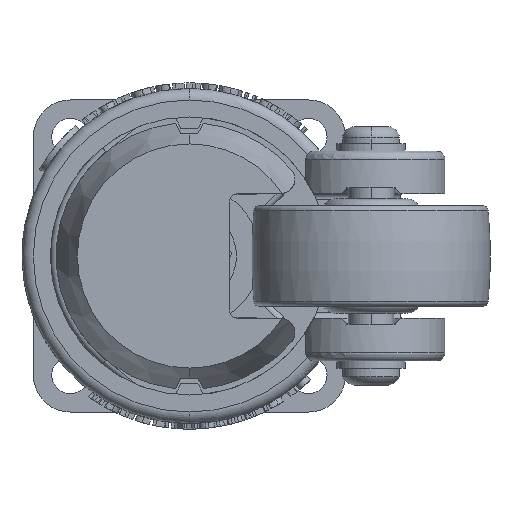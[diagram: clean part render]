
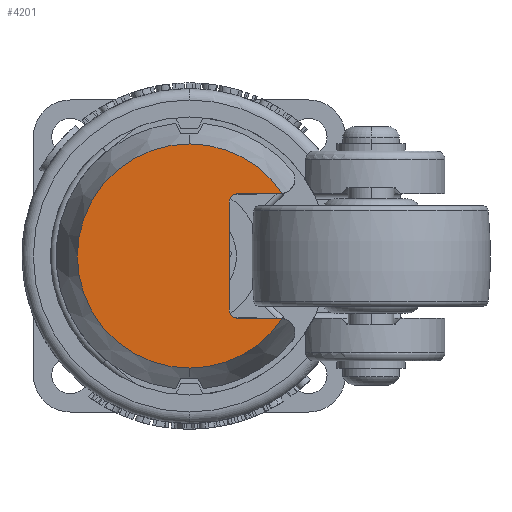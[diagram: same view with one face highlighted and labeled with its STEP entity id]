
A CAD part, front view. The second image highlights one B-rep face of the part: STEP entity #4201.
In plain terms, the highlighted planar face has unit normal (0, -1, 0).
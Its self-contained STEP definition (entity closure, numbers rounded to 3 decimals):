
#279 = CARTESIAN_POINT ( 'NONE',  ( 0., -11.414, -19.75 ) ) ;
#1641 = ORIENTED_EDGE ( 'NONE', *, *, #54747, .T. ) ;
#2285 = CIRCLE ( 'NONE', #15503, 19.75 ) ;
#2794 = CARTESIAN_POINT ( 'NONE',  ( 8.5, -11.414, 11. ) ) ;
#4201 = ADVANCED_FACE ( 'NONE', ( #50161 ), #8401, .F. ) ;
#4716 = CARTESIAN_POINT ( 'NONE',  ( 8.5, -11.414, -11. ) ) ;
#4974 = DIRECTION ( 'NONE',  ( 0., 0., -1. ) ) ;
#5722 = CARTESIAN_POINT ( 'NONE',  ( 0., -11.414, 0. ) ) ;
#6716 = AXIS2_PLACEMENT_3D ( 'NONE', #5722, #42378, #10990 ) ;
#7044 = CIRCLE ( 'NONE', #46787, 1.5 ) ;
#8401 = PLANE ( 'NONE',  #9190 ) ;
#8903 = DIRECTION ( 'NONE',  ( 0., -1., 0. ) ) ;
#9190 = AXIS2_PLACEMENT_3D ( 'NONE', #60609, #18912, #55568 ) ;
#9198 = CIRCLE ( 'NONE', #33537, 19.75 ) ;
#10117 = EDGE_CURVE ( 'NONE', #65817, #28972, #2285, .T. ) ;
#10990 = DIRECTION ( 'NONE',  ( 0., 0., -1. ) ) ;
#12310 = DIRECTION ( 'NONE',  ( 0., 0., 1. ) ) ;
#12539 = ORIENTED_EDGE ( 'NONE', *, *, #67567, .T. ) ;
#13270 = CARTESIAN_POINT ( 'NONE',  ( 8.5, -11.414, -9.5 ) ) ;
#14945 = EDGE_CURVE ( 'NONE', #20912, #60256, #7044, .T. ) ;
#15503 = AXIS2_PLACEMENT_3D ( 'NONE', #29221, #65865, #34511 ) ;
#17255 = CARTESIAN_POINT ( 'NONE',  ( 16.086, -11.414, 11. ) ) ;
#17714 = CARTESIAN_POINT ( 'NONE',  ( 8.5, -11.414, 9.5 ) ) ;
#18515 = DIRECTION ( 'NONE',  ( 0., 0., 1. ) ) ;
#18912 = DIRECTION ( 'NONE',  ( 0., 1., 0. ) ) ;
#19284 = ORIENTED_EDGE ( 'NONE', *, *, #55255, .T. ) ;
#19854 = EDGE_LOOP ( 'NONE', ( #53292, #46850, #19284, #1641, #61180, #66687, #12539, #54687, #63929, #61244 ) ) ;
#20715 = AXIS2_PLACEMENT_3D ( 'NONE', #56716, #25315, #62001 ) ;
#20912 = VERTEX_POINT ( 'NONE', #4716 ) ;
#22940 = DIRECTION ( 'NONE',  ( 0., 0., 1. ) ) ;
#25315 = DIRECTION ( 'NONE',  ( 0., -1., 0. ) ) ;
#27638 = CARTESIAN_POINT ( 'NONE',  ( 7., -11.414, -9.5 ) ) ;
#27877 = CARTESIAN_POINT ( 'NONE',  ( 7., -11.414, -11. ) ) ;
#28889 = CARTESIAN_POINT ( 'NONE',  ( 16.391, -11.414, 11.019 ) ) ;
#28972 = VERTEX_POINT ( 'NONE', #29407 ) ;
#29221 = CARTESIAN_POINT ( 'NONE',  ( 0., -11.414, 0. ) ) ;
#29407 = CARTESIAN_POINT ( 'NONE',  ( 16.391, -11.414, -11.019 ) ) ;
#30069 = CARTESIAN_POINT ( 'NONE',  ( 40., -11.414, 11. ) ) ;
#30906 = VERTEX_POINT ( 'NONE', #17255 ) ;
#30946 = LINE ( 'NONE', #27877, #43232 ) ;
#30992 = EDGE_CURVE ( 'NONE', #52568, #52790, #50222, .T. ) ;
#31402 = CARTESIAN_POINT ( 'NONE',  ( 16.086, -11.414, -11. ) ) ;
#31800 = EDGE_CURVE ( 'NONE', #52790, #30906, #44424, .T. ) ;
#32213 = AXIS2_PLACEMENT_3D ( 'NONE', #40263, #8903, #45558 ) ;
#32705 = CIRCLE ( 'NONE', #20715, 2.5 ) ;
#33537 = AXIS2_PLACEMENT_3D ( 'NONE', #67720, #36373, #4974 ) ;
#34374 = VERTEX_POINT ( 'NONE', #31402 ) ;
#34511 = DIRECTION ( 'NONE',  ( 0., 0., -1. ) ) ;
#35920 = EDGE_CURVE ( 'NONE', #28972, #34374, #32705, .T. ) ;
#36373 = DIRECTION ( 'NONE',  ( 0., -1., 0. ) ) ;
#39484 = VERTEX_POINT ( 'NONE', #28889 ) ;
#40263 = CARTESIAN_POINT ( 'NONE',  ( 16.086, -11.414, 13.5 ) ) ;
#42378 = DIRECTION ( 'NONE',  ( 0., -1., 0. ) ) ;
#43232 = VECTOR ( 'NONE', #12310, 1000. ) ;
#44424 = LINE ( 'NONE', #30069, #46067 ) ;
#45558 = DIRECTION ( 'NONE',  ( 0., 0., 1. ) ) ;
#46067 = VECTOR ( 'NONE', #61432, 1000. ) ;
#46787 = AXIS2_PLACEMENT_3D ( 'NONE', #13270, #49929, #18515 ) ;
#46850 = ORIENTED_EDGE ( 'NONE', *, *, #55943, .T. ) ;
#49929 = DIRECTION ( 'NONE',  ( 0., 1., 0. ) ) ;
#50161 = FACE_OUTER_BOUND ( 'NONE', #19854, .T. ) ;
#50222 = CIRCLE ( 'NONE', #66858, 1.5 ) ;
#52568 = VERTEX_POINT ( 'NONE', #60776 ) ;
#52732 = VECTOR ( 'NONE', #64171, 1000. ) ;
#52790 = VERTEX_POINT ( 'NONE', #2794 ) ;
#53292 = ORIENTED_EDGE ( 'NONE', *, *, #31800, .T. ) ;
#54338 = DIRECTION ( 'NONE',  ( 0., 1., 0. ) ) ;
#54687 = ORIENTED_EDGE ( 'NONE', *, *, #14945, .T. ) ;
#54747 = EDGE_CURVE ( 'NONE', #61174, #65817, #62461, .T. ) ;
#55255 = EDGE_CURVE ( 'NONE', #39484, #61174, #9198, .T. ) ;
#55568 = DIRECTION ( 'NONE',  ( 0., 0., 1. ) ) ;
#55943 = EDGE_CURVE ( 'NONE', #30906, #39484, #60767, .T. ) ;
#56716 = CARTESIAN_POINT ( 'NONE',  ( 16.086, -11.414, -13.5 ) ) ;
#60256 = VERTEX_POINT ( 'NONE', #27638 ) ;
#60609 = CARTESIAN_POINT ( 'NONE',  ( -19.75, -11.414, 0. ) ) ;
#60767 = CIRCLE ( 'NONE', #32213, 2.5 ) ;
#60776 = CARTESIAN_POINT ( 'NONE',  ( 7., -11.414, 9.5 ) ) ;
#61174 = VERTEX_POINT ( 'NONE', #67359 ) ;
#61180 = ORIENTED_EDGE ( 'NONE', *, *, #10117, .T. ) ;
#61244 = ORIENTED_EDGE ( 'NONE', *, *, #30992, .T. ) ;
#61432 = DIRECTION ( 'NONE',  ( 1., 0., 0. ) ) ;
#61984 = EDGE_CURVE ( 'NONE', #60256, #52568, #30946, .T. ) ;
#62001 = DIRECTION ( 'NONE',  ( 0., 0., 1. ) ) ;
#62461 = CIRCLE ( 'NONE', #6716, 19.75 ) ;
#63269 = CARTESIAN_POINT ( 'NONE',  ( 40., -11.414, -11. ) ) ;
#63929 = ORIENTED_EDGE ( 'NONE', *, *, #61984, .T. ) ;
#64171 = DIRECTION ( 'NONE',  ( -1., 0., 0. ) ) ;
#65817 = VERTEX_POINT ( 'NONE', #279 ) ;
#65865 = DIRECTION ( 'NONE',  ( 0., -1., 0. ) ) ;
#66687 = ORIENTED_EDGE ( 'NONE', *, *, #35920, .T. ) ;
#66705 = LINE ( 'NONE', #63269, #52732 ) ;
#66858 = AXIS2_PLACEMENT_3D ( 'NONE', #17714, #54338, #22940 ) ;
#67359 = CARTESIAN_POINT ( 'NONE',  ( 0., -11.414, 19.75 ) ) ;
#67567 = EDGE_CURVE ( 'NONE', #34374, #20912, #66705, .T. ) ;
#67720 = CARTESIAN_POINT ( 'NONE',  ( 0., -11.414, 0. ) ) ;
